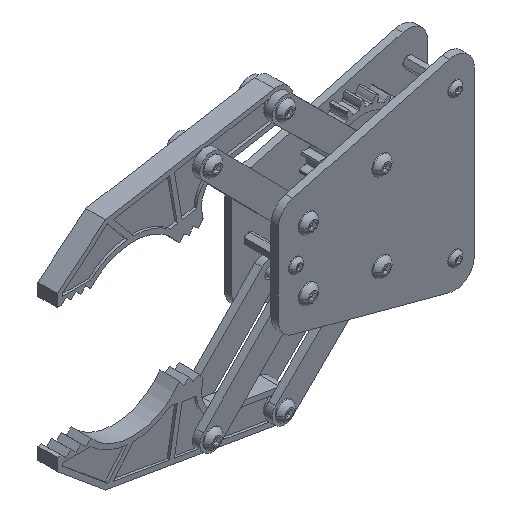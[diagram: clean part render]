
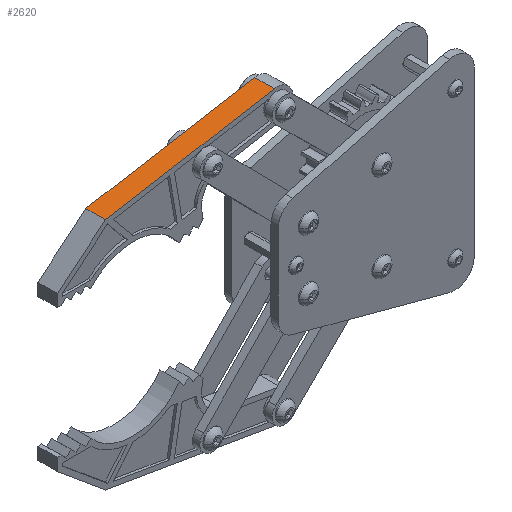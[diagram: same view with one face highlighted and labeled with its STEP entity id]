
A CAD part, isometric view. The second image highlights one B-rep face of the part: STEP entity #2620.
In plain terms, the highlighted face is planar.
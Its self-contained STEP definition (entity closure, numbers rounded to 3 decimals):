
#2391 = AXIS2_PLACEMENT_3D ( 'NONE', #7957, #7958, #7959 ) ;
#2620 = ADVANCED_FACE ( 'NONE', ( #7086 ), #7956, .F. ) ;
#2865 = VERTEX_POINT ( 'NONE', #8519 ) ;
#2947 = VERTEX_POINT ( 'NONE', #8601 ) ;
#2959 = VERTEX_POINT ( 'NONE', #8613 ) ;
#3069 = VERTEX_POINT ( 'NONE', #8723 ) ;
#4426 = EDGE_LOOP ( 'NONE', ( #6165, #6166, #6164, #6168 ) ) ;
#5016 = EDGE_CURVE ( 'NONE', #2959, #3069, #7704, .T. ) ;
#5076 = EDGE_CURVE ( 'NONE', #2947, #2865, #7751, .T. ) ;
#5077 = EDGE_CURVE ( 'NONE', #2959, #2947, #7752, .T. ) ;
#5079 = EDGE_CURVE ( 'NONE', #3069, #2865, #7754, .T. ) ;
#6164 = ORIENTED_EDGE ( 'NONE', *, *, #5016, .F. ) ;
#6165 = ORIENTED_EDGE ( 'NONE', *, *, #5076, .T. ) ;
#6166 = ORIENTED_EDGE ( 'NONE', *, *, #5079, .F. ) ;
#6168 = ORIENTED_EDGE ( 'NONE', *, *, #5077, .T. ) ;
#7086 = FACE_OUTER_BOUND ( 'NONE', #4426, .T. ) ;
#7704 = LINE ( 'NONE', #11662, #10596 ) ;
#7751 = LINE ( 'NONE', #11795, #10665 ) ;
#7752 = LINE ( 'NONE', #11797, #10666 ) ;
#7754 = LINE ( 'NONE', #11801, #10668 ) ;
#7956 = PLANE ( 'NONE',  #2391 ) ;
#7957 = CARTESIAN_POINT ( 'NONE',  ( -6.5, 8., -70. ) ) ;
#7958 = DIRECTION ( 'NONE',  ( 1., 0., 0. ) ) ;
#7959 = DIRECTION ( 'NONE',  ( 0., 0., -1. ) ) ;
#8519 = CARTESIAN_POINT ( 'NONE',  ( -6.5, 0., 0. ) ) ;
#8601 = CARTESIAN_POINT ( 'NONE',  ( -6.5, 0., -70. ) ) ;
#8613 = CARTESIAN_POINT ( 'NONE',  ( -6.5, 8., -70. ) ) ;
#8723 = CARTESIAN_POINT ( 'NONE',  ( -6.5, 8., 0. ) ) ;
#10596 = VECTOR ( 'NONE', #11663, 1000. ) ;
#10665 = VECTOR ( 'NONE', #11796, 1000. ) ;
#10666 = VECTOR ( 'NONE', #11798, 1000. ) ;
#10668 = VECTOR ( 'NONE', #11802, 1000. ) ;
#11662 = CARTESIAN_POINT ( 'NONE',  ( -6.5, 8., -70. ) ) ;
#11663 = DIRECTION ( 'NONE',  ( 0., 0., 1. ) ) ;
#11795 = CARTESIAN_POINT ( 'NONE',  ( -6.5, 0., -70. ) ) ;
#11796 = DIRECTION ( 'NONE',  ( 0., 0., 1. ) ) ;
#11797 = CARTESIAN_POINT ( 'NONE',  ( -6.5, 8., -70. ) ) ;
#11798 = DIRECTION ( 'NONE',  ( 0., -1., 0. ) ) ;
#11801 = CARTESIAN_POINT ( 'NONE',  ( -6.5, 8., 0. ) ) ;
#11802 = DIRECTION ( 'NONE',  ( 0., -1., 0. ) ) ;
